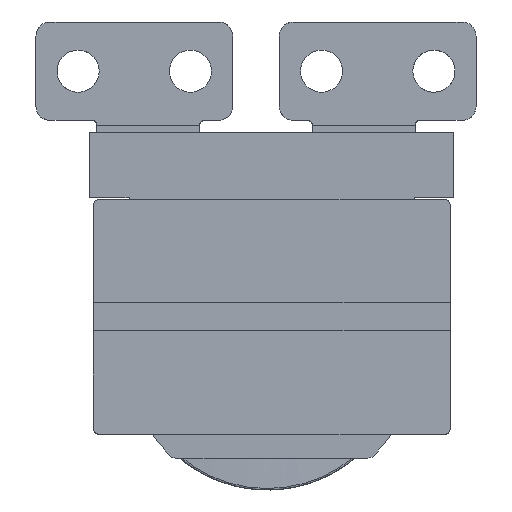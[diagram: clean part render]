
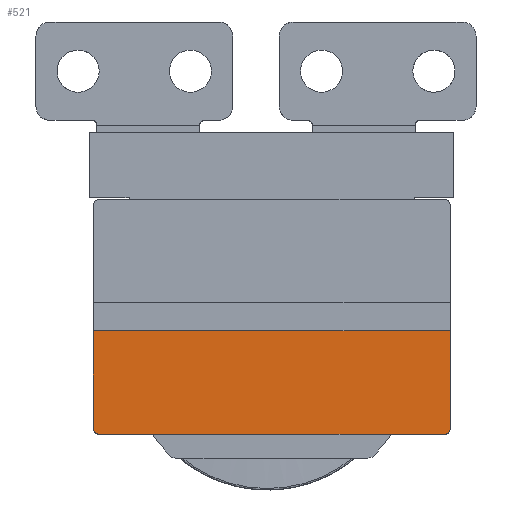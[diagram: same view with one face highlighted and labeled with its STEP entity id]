
A CAD part, top view. The second image highlights one B-rep face of the part: STEP entity #521.
In plain terms, the highlighted face is planar.
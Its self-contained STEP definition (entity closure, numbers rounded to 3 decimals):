
#50 = ORIENTED_EDGE ( 'NONE', *, *, #5624, .T. ) ;
#62 = DIRECTION ( 'NONE',  ( 0., 0., 1. ) ) ;
#138 = VERTEX_POINT ( 'NONE', #4561 ) ;
#198 = CARTESIAN_POINT ( 'NONE',  ( -19.05, 0., -12.55 ) ) ;
#417 = CARTESIAN_POINT ( 'NONE',  ( 19.05, 0., -12.55 ) ) ;
#521 = ADVANCED_FACE ( 'NONE', ( #5289 ), #3823, .F. ) ;
#531 = LINE ( 'NONE', #198, #6260 ) ;
#578 = EDGE_CURVE ( 'NONE', #3370, #138, #3617, .T. ) ;
#745 = ORIENTED_EDGE ( 'NONE', *, *, #3296, .F. ) ;
#1128 = CARTESIAN_POINT ( 'NONE',  ( -19.05, 0., -1.5 ) ) ;
#1420 = EDGE_CURVE ( 'NONE', #2357, #1584, #2734, .T. ) ;
#1434 = CARTESIAN_POINT ( 'NONE',  ( 19.05, 0., -11.91 ) ) ;
#1584 = VERTEX_POINT ( 'NONE', #5818 ) ;
#1612 = ORIENTED_EDGE ( 'NONE', *, *, #578, .F. ) ;
#1845 = VERTEX_POINT ( 'NONE', #1434 ) ;
#1901 = EDGE_CURVE ( 'NONE', #3916, #138, #2270, .T. ) ;
#2044 = EDGE_CURVE ( 'NONE', #3916, #2357, #531, .T. ) ;
#2232 = VECTOR ( 'NONE', #4242, 1000. ) ;
#2270 = CIRCLE ( 'NONE', #4372, 0.64 ) ;
#2357 = VERTEX_POINT ( 'NONE', #1128 ) ;
#2363 = DIRECTION ( 'NONE',  ( 0., -1., 0. ) ) ;
#2453 = DIRECTION ( 'NONE',  ( 0., 0., 1. ) ) ;
#2734 = LINE ( 'NONE', #3062, #4276 ) ;
#2751 = VECTOR ( 'NONE', #4470, 1000. ) ;
#2893 = DIRECTION ( 'NONE',  ( 1., 0., 0. ) ) ;
#3039 = DIRECTION ( 'NONE',  ( 0., -1., 0. ) ) ;
#3062 = CARTESIAN_POINT ( 'NONE',  ( 19.05, 0., -1.5 ) ) ;
#3064 = CARTESIAN_POINT ( 'NONE',  ( 0., 0., 0. ) ) ;
#3092 = CARTESIAN_POINT ( 'NONE',  ( -19.05, 0., -12.55 ) ) ;
#3166 = ORIENTED_EDGE ( 'NONE', *, *, #1901, .T. ) ;
#3296 = EDGE_CURVE ( 'NONE', #1584, #1845, #4122, .T. ) ;
#3330 = CARTESIAN_POINT ( 'NONE',  ( 18.41, 0., -12.55 ) ) ;
#3370 = VERTEX_POINT ( 'NONE', #3330 ) ;
#3617 = LINE ( 'NONE', #3092, #2232 ) ;
#3632 = CARTESIAN_POINT ( 'NONE',  ( -18.41, 0., -11.91 ) ) ;
#3823 = PLANE ( 'NONE',  #4553 ) ;
#3895 = DIRECTION ( 'NONE',  ( 0., 1., 0. ) ) ;
#3900 = CARTESIAN_POINT ( 'NONE',  ( -19.05, 0., -11.91 ) ) ;
#3916 = VERTEX_POINT ( 'NONE', #3900 ) ;
#3922 = DIRECTION ( 'NONE',  ( 0., 0., 1. ) ) ;
#4122 = LINE ( 'NONE', #417, #2751 ) ;
#4242 = DIRECTION ( 'NONE',  ( -1., 0., 0. ) ) ;
#4276 = VECTOR ( 'NONE', #2893, 1000. ) ;
#4341 = AXIS2_PLACEMENT_3D ( 'NONE', #5776, #2363, #6323 ) ;
#4347 = CIRCLE ( 'NONE', #4341, 0.64 ) ;
#4372 = AXIS2_PLACEMENT_3D ( 'NONE', #3632, #3039, #2453 ) ;
#4470 = DIRECTION ( 'NONE',  ( 0., 0., -1. ) ) ;
#4553 = AXIS2_PLACEMENT_3D ( 'NONE', #3064, #3895, #3922 ) ;
#4561 = CARTESIAN_POINT ( 'NONE',  ( -18.41, 0., -12.55 ) ) ;
#4677 = ORIENTED_EDGE ( 'NONE', *, *, #2044, .F. ) ;
#4964 = EDGE_LOOP ( 'NONE', ( #745, #6636, #4677, #3166, #1612, #50 ) ) ;
#5289 = FACE_OUTER_BOUND ( 'NONE', #4964, .T. ) ;
#5624 = EDGE_CURVE ( 'NONE', #3370, #1845, #4347, .T. ) ;
#5776 = CARTESIAN_POINT ( 'NONE',  ( 18.41, 0., -11.91 ) ) ;
#5818 = CARTESIAN_POINT ( 'NONE',  ( 19.05, 0., -1.5 ) ) ;
#6260 = VECTOR ( 'NONE', #62, 1000. ) ;
#6323 = DIRECTION ( 'NONE',  ( 0., 0., 1. ) ) ;
#6636 = ORIENTED_EDGE ( 'NONE', *, *, #1420, .F. ) ;
